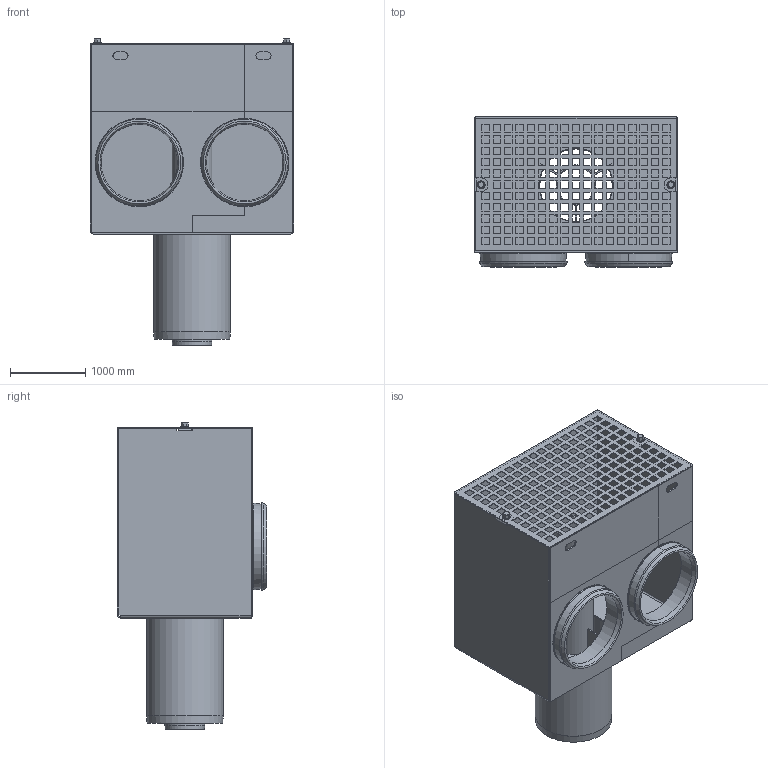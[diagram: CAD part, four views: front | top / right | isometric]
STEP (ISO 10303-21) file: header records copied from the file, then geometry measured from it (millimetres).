
FILE_DESCRIPTION(/* description */ (''),/* implementation_level */ '2;1');
FILE_NAME(/* name */ '13226.100X_3D.stp',/* time_stamp */ '2024-12-11T14:44:09+01:00',/* author */ ('CAD'),/* organization */ (''),/* preprocessor_version */ 'ST-DEVELOPER v20',/* originating_system */ 'AutoCAD Mechanical',/* authorisation */ '');
FILE_SCHEMA (('AUTOMOTIVE_DESIGN { 1 0 10303 214 3 1 1 }'));
Length unit declared in the file: centimetre
Products named in the file (4): Product; *S0; *U2; *U1
Assembly tree (5 placements, depth 3):
  Product
    *S0
    *U2
      *U1  x3
Bounding box: 2700 x 1990 x 4077 mm (x, y, z)
Volume: 924598794.3 mm3; surface area: 98262010 mm2
Topology: 14 solids, 14 shells, 1085 faces, 3024 edges, 1974 vertices
Faces by surface type: plane 923, cone 82, cylinder 44, torus 28, bspline 8
Full cylindrical faces by diameter (mm): 48 x2, 76 x2, 80 x2, 500 x1, 530 x1, 980 x2, 1016 x2, 1020 x1, 1134 x2, 1165 x2
Entity records: 34723 total; most frequent: CARTESIAN_POINT 6260, ORIENTED_EDGE 5966, DIRECTION 5370, EDGE_CURVE 2983, LINE 2632, VECTOR 2632, VERTEX_POINT 1944, EDGE_LOOP 1479
